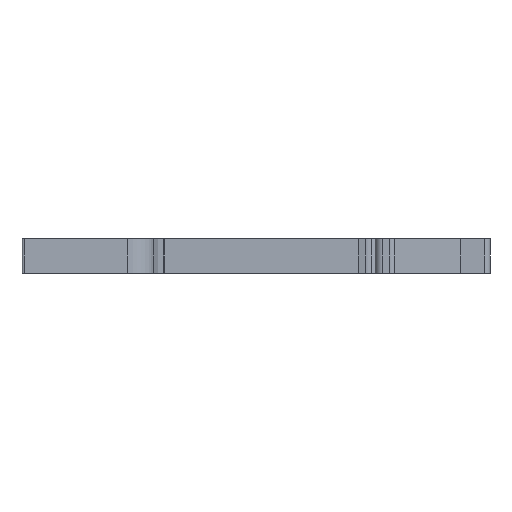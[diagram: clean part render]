
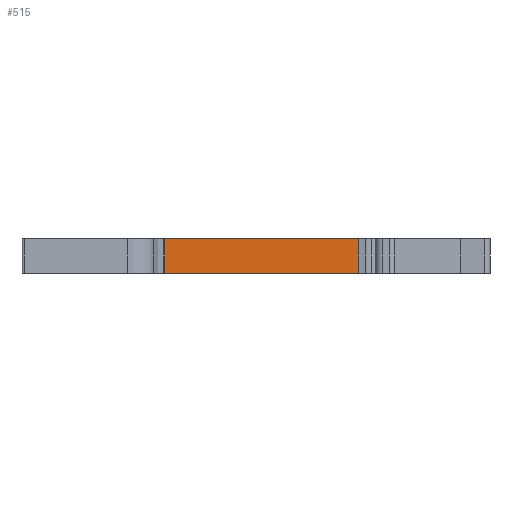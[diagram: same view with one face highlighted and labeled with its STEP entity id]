
A CAD part, front view. The second image highlights one B-rep face of the part: STEP entity #515.
In plain terms, the highlighted planar face has unit normal (0, -1, 0).
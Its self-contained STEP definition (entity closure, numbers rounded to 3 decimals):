
#515=ADVANCED_FACE('',(#913),#687,.F.);
#687=PLANE('',#5072);
#913=FACE_OUTER_BOUND('',#1149,.T.);
#1149=EDGE_LOOP('',(#2437,#2438,#2439,#2440));
#2437=ORIENTED_EDGE('',*,*,#2993,.T.);
#2438=ORIENTED_EDGE('',*,*,#3629,.T.);
#2439=ORIENTED_EDGE('',*,*,#3178,.T.);
#2440=ORIENTED_EDGE('',*,*,#3628,.F.);
#2545=VERTEX_POINT('',#6395);
#2546=VERTEX_POINT('',#6397);
#2726=VERTEX_POINT('',#6765);
#2727=VERTEX_POINT('',#6767);
#2993=EDGE_CURVE('',#2546,#2545,#3666,.T.);
#3178=EDGE_CURVE('',#2727,#2726,#3799,.T.);
#3628=EDGE_CURVE('',#2546,#2726,#4172,.T.);
#3629=EDGE_CURVE('',#2545,#2727,#4173,.T.);
#3666=LINE('',#6396,#4210);
#3799=LINE('',#6766,#4343);
#4172=LINE('',#7725,#4716);
#4173=LINE('',#7727,#4717);
#4210=VECTOR('',#5125,1.);
#4343=VECTOR('',#5370,1.);
#4716=VECTOR('',#6279,1.);
#4717=VECTOR('',#6282,1.);
#5072=AXIS2_PLACEMENT_3D('',#7728,#6283,#6284);
#5125=DIRECTION('',(-1.,0.,0.));
#5370=DIRECTION('',(1.,0.,0.));
#6279=DIRECTION('',(0.,0.,-1.));
#6282=DIRECTION('',(0.,0.,-1.));
#6283=DIRECTION('',(0.,1.,0.));
#6284=DIRECTION('',(0.,0.,1.));
#6395=CARTESIAN_POINT('',(-15.1,0.4,0.));
#6396=CARTESIAN_POINT('',(13.235,0.4,0.));
#6397=CARTESIAN_POINT('',(13.235,0.4,0.));
#6765=CARTESIAN_POINT('',(13.235,0.4,-5.1));
#6766=CARTESIAN_POINT('',(-15.1,0.4,-5.1));
#6767=CARTESIAN_POINT('',(-15.1,0.4,-5.1));
#7725=CARTESIAN_POINT('',(13.235,0.4,-2.5));
#7727=CARTESIAN_POINT('',(-15.1,0.4,-2.5));
#7728=CARTESIAN_POINT('',(13.235,0.4,0.));
